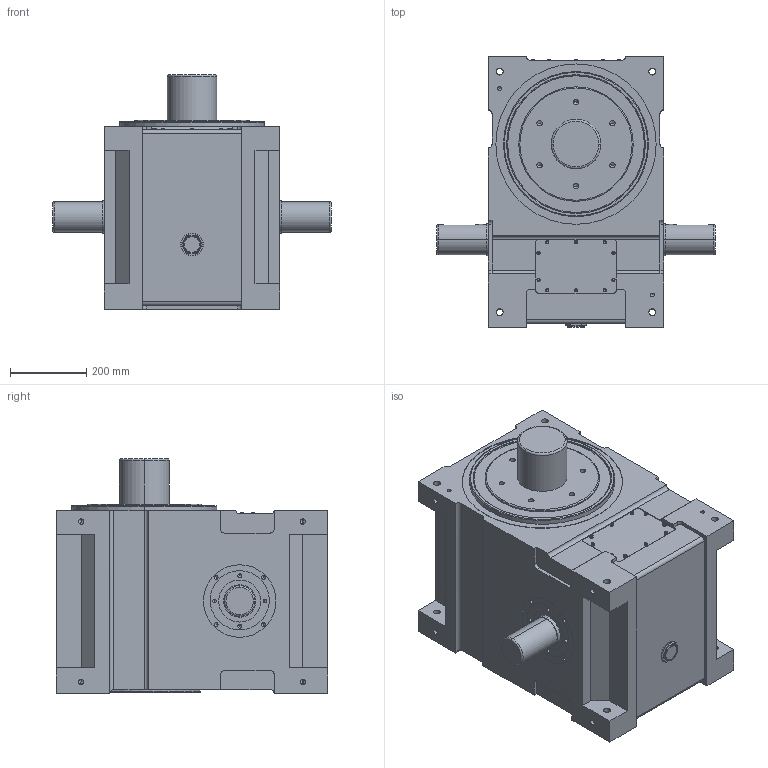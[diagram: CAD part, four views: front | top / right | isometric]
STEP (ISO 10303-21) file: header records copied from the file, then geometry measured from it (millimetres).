
FILE_DESCRIPTION (( 'STEP AP203' ), '1' );
FILE_NAME ('DFS250外型圖.STEP', '2025-05-29T01:55:16', ( '' ), ( '' ), 'SwSTEP 2.0', 'SolidWorks 2018', '' );
FILE_SCHEMA (( 'CONFIG_CONTROL_DESIGN' ));
Length unit declared in the file: millimetre
Products named in the file (5): M6(10x6).STEP; M10(16x10).STEP; M5(8.5x5).STEP; _s__1.STEP; DFS250外型圖
Assembly tree (35 placements, depth 2):
  DFS250外型圖
    _s__1.STEP
    M5(8.5x5).STEP  x22
    M10(16x10).STEP  x6
    M6(10x6).STEP  x6
Bounding box: 730 x 710 x 615 mm (x, y, z)
Volume: 146048266.9 mm3; surface area: 2045894 mm2
Topology: 35 solids, 35 shells, 899 faces, 2046 edges, 1276 vertices
Faces by surface type: plane 448, cylinder 297, torus 86, cone 68
Entity records: 15799 total; most frequent: CARTESIAN_POINT 2720, DIRECTION 2686, ORIENTED_EDGE 2228, EDGE_CURVE 1114, AXIS2_PLACEMENT_3D 1048, VERTEX_POINT 718, EDGE_LOOP 604, LINE 590
